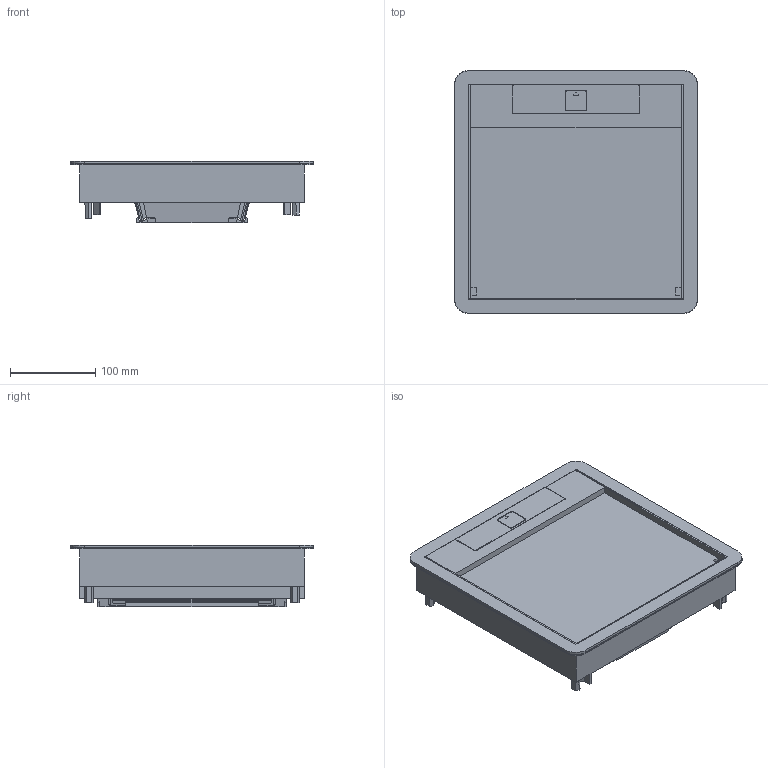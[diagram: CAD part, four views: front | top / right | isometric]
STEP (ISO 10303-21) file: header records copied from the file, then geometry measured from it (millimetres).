
FILE_DESCRIPTION(('CATIA V5 STEP Exchange','CAx-IF Rec.Pracs.--- Composite Materials ---3.4---2017-06-13'),'2;1');
FILE_NAME('LG-080732-S-closed.stp','2025-05-02T15:12:58+00:00',('none'),('none'),'CATIA Version 5-6 Release 2020','CATIA V5 STEP AP203 v1','none');
FILE_SCHEMA(('CONFIG_CONTROL_DESIGN'));
Length unit declared in the file: millimetre
Products named in the file (3): A029389_A; A027505_A; SuppVert-T3
Assembly tree (6 placements, depth 3):
  A029389_A
    #57
    #3567
    A027505_A
      #13786
    SuppVert-T3
      #19434
Bounding box: 285 x 285 x 72.5 mm (x, y, z)
Volume: 1051184.4 mm3; surface area: 686354.4 mm2
Topology: 4 solids, 4 shells, 816 faces, 2439 edges, 1603 vertices
Faces by surface type: plane 649, cylinder 155, extrusion 8, bspline 4
Entity records: 26567 total; most frequent: CARTESIAN_POINT 5578, ORIENTED_EDGE 4878, DIRECTION 3453, EDGE_CURVE 2439, VECTOR 2031, LINE 2023, VERTEX_POINT 1603, EDGE_LOOP 888
